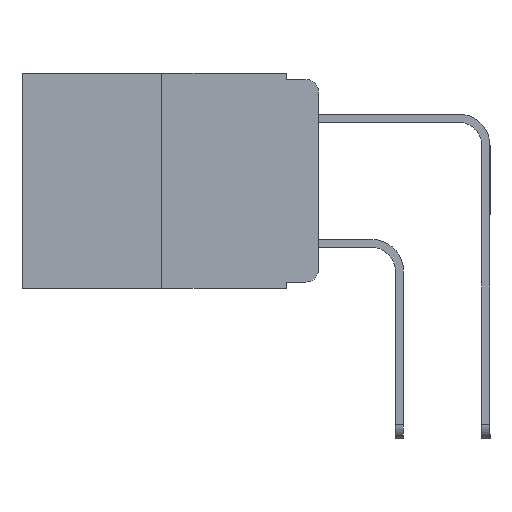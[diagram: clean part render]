
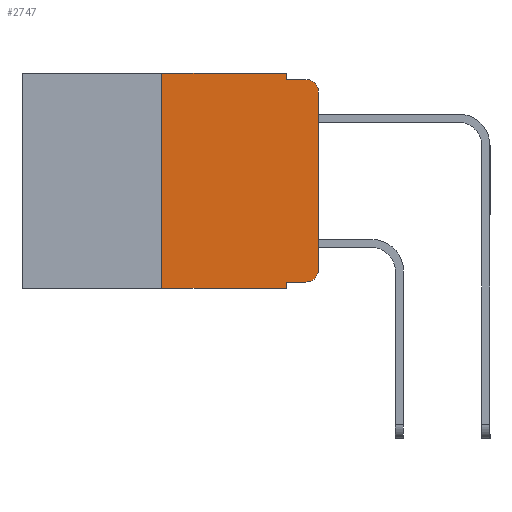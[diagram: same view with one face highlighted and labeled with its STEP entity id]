
A CAD part, left-side view. The second image highlights one B-rep face of the part: STEP entity #2747.
In plain terms, the highlighted planar face has unit normal (-1, 0, 0).
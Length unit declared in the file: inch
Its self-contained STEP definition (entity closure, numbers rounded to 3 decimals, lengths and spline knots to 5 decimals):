
#63 = VERTEX_POINT ( 'NONE', #3338 ) ;
#268 = ORIENTED_EDGE ( 'NONE', *, *, #4196, .F. ) ;
#629 = ORIENTED_EDGE ( 'NONE', *, *, #5726, .F. ) ;
#632 = DIRECTION ( 'NONE',  ( 0., -1., 0. ) ) ;
#796 = CARTESIAN_POINT ( 'NONE',  ( 0., 0.473, -0.343 ) ) ;
#921 = CARTESIAN_POINT ( 'NONE',  ( 0., 0.051, -0.333 ) ) ;
#983 = ORIENTED_EDGE ( 'NONE', *, *, #9086, .T. ) ;
#1135 = EDGE_CURVE ( 'NONE', #3029, #5866, #9974, .T. ) ;
#1693 = VECTOR ( 'NONE', #6158, 39.37008 ) ;
#1816 = VERTEX_POINT ( 'NONE', #10872 ) ;
#1911 = EDGE_CURVE ( 'NONE', #4077, #63, #6928, .T. ) ;
#2255 = ORIENTED_EDGE ( 'NONE', *, *, #6423, .T. ) ;
#2295 = CARTESIAN_POINT ( 'NONE',  ( 0., 0.25, 0. ) ) ;
#2607 = CARTESIAN_POINT ( 'NONE',  ( 0., 0., -0.313 ) ) ;
#2735 = DIRECTION ( 'NONE',  ( 1., 0., 0. ) ) ;
#2747 = ADVANCED_FACE ( 'NONE', ( #3110 ), #13280, .F. ) ;
#2934 = CARTESIAN_POINT ( 'NONE',  ( 0., 0.02, -0.333 ) ) ;
#2959 = CIRCLE ( 'NONE', #4200, 0.02 ) ;
#2971 = ORIENTED_EDGE ( 'NONE', *, *, #7801, .F. ) ;
#3016 = CARTESIAN_POINT ( 'NONE',  ( 0., 0.051, -0.343 ) ) ;
#3029 = VERTEX_POINT ( 'NONE', #2607 ) ;
#3110 = FACE_OUTER_BOUND ( 'NONE', #10840, .T. ) ;
#3265 = EDGE_CURVE ( 'NONE', #1816, #8082, #8757, .T. ) ;
#3338 = CARTESIAN_POINT ( 'NONE',  ( 0., 0.02, -0.01 ) ) ;
#3430 = DIRECTION ( 'NONE',  ( 0., 0., 1. ) ) ;
#4012 = VECTOR ( 'NONE', #8833, 39.37008 ) ;
#4062 = CARTESIAN_POINT ( 'NONE',  ( 0., 0., 0. ) ) ;
#4077 = VERTEX_POINT ( 'NONE', #5007 ) ;
#4149 = CARTESIAN_POINT ( 'NONE',  ( 0., 0.02, -0.313 ) ) ;
#4196 = EDGE_CURVE ( 'NONE', #4483, #1816, #4837, .T. ) ;
#4199 = DIRECTION ( 'NONE',  ( 0., 0., -1. ) ) ;
#4200 = AXIS2_PLACEMENT_3D ( 'NONE', #8237, #7083, #7057 ) ;
#4405 = DIRECTION ( 'NONE',  ( -1., 0., 0. ) ) ;
#4483 = VERTEX_POINT ( 'NONE', #11195 ) ;
#4493 = VECTOR ( 'NONE', #3430, 39.37008 ) ;
#4576 = VECTOR ( 'NONE', #8374, 39.37008 ) ;
#4681 = VECTOR ( 'NONE', #8677, 39.37008 ) ;
#4830 = VERTEX_POINT ( 'NONE', #2934 ) ;
#4837 = LINE ( 'NONE', #2295, #4493 ) ;
#5007 = CARTESIAN_POINT ( 'NONE',  ( 0., 0.051, -0.01 ) ) ;
#5639 = ORIENTED_EDGE ( 'NONE', *, *, #1911, .F. ) ;
#5726 = EDGE_CURVE ( 'NONE', #6763, #6037, #12364, .T. ) ;
#5866 = VERTEX_POINT ( 'NONE', #6340 ) ;
#5957 = VECTOR ( 'NONE', #632, 39.37008 ) ;
#6037 = VERTEX_POINT ( 'NONE', #3016 ) ;
#6091 = VECTOR ( 'NONE', #8124, 39.37008 ) ;
#6158 = DIRECTION ( 'NONE',  ( 0., 0., -1. ) ) ;
#6294 = ORIENTED_EDGE ( 'NONE', *, *, #6779, .T. ) ;
#6340 = CARTESIAN_POINT ( 'NONE',  ( 0., 0., -0.03 ) ) ;
#6423 = EDGE_CURVE ( 'NONE', #5866, #63, #2959, .T. ) ;
#6763 = VERTEX_POINT ( 'NONE', #921 ) ;
#6779 = EDGE_CURVE ( 'NONE', #4483, #6037, #11138, .T. ) ;
#6928 = LINE ( 'NONE', #13356, #4012 ) ;
#6940 = CARTESIAN_POINT ( 'NONE',  ( 0., 0.473, 0. ) ) ;
#7057 = DIRECTION ( 'NONE',  ( 0., 0., -1. ) ) ;
#7083 = DIRECTION ( 'NONE',  ( -1., 0., 0. ) ) ;
#7105 = EDGE_CURVE ( 'NONE', #4830, #3029, #10981, .T. ) ;
#7404 = CARTESIAN_POINT ( 'NONE',  ( 0., 0.051, -0.333 ) ) ;
#7545 = LINE ( 'NONE', #10861, #1693 ) ;
#7801 = EDGE_CURVE ( 'NONE', #8082, #4077, #7545, .T. ) ;
#8082 = VERTEX_POINT ( 'NONE', #10837 ) ;
#8124 = DIRECTION ( 'NONE',  ( 0., -1., 0. ) ) ;
#8237 = CARTESIAN_POINT ( 'NONE',  ( 0., 0.02, -0.03 ) ) ;
#8374 = DIRECTION ( 'NONE',  ( 0., 0., 1. ) ) ;
#8677 = DIRECTION ( 'NONE',  ( 0., -1., 0. ) ) ;
#8757 = LINE ( 'NONE', #6940, #6091 ) ;
#8833 = DIRECTION ( 'NONE',  ( 0., -1., 0. ) ) ;
#9086 = EDGE_CURVE ( 'NONE', #6763, #4830, #10049, .T. ) ;
#9251 = AXIS2_PLACEMENT_3D ( 'NONE', #4149, #4405, #4199 ) ;
#9826 = VECTOR ( 'NONE', #12199, 39.37008 ) ;
#9871 = CARTESIAN_POINT ( 'NONE',  ( 0., 0.473, 0. ) ) ;
#9974 = LINE ( 'NONE', #4062, #4576 ) ;
#10049 = LINE ( 'NONE', #7404, #4681 ) ;
#10837 = CARTESIAN_POINT ( 'NONE',  ( 0., 0.051, 0. ) ) ;
#10840 = EDGE_LOOP ( 'NONE', ( #12799, #2255, #5639, #2971, #11155, #268, #6294, #629, #983, #12359 ) ) ;
#10861 = CARTESIAN_POINT ( 'NONE',  ( 0., 0.051, 0. ) ) ;
#10872 = CARTESIAN_POINT ( 'NONE',  ( 0., 0.25, 0. ) ) ;
#10981 = CIRCLE ( 'NONE', #9251, 0.02 ) ;
#11138 = LINE ( 'NONE', #796, #5957 ) ;
#11155 = ORIENTED_EDGE ( 'NONE', *, *, #3265, .F. ) ;
#11195 = CARTESIAN_POINT ( 'NONE',  ( 0., 0.25, -0.343 ) ) ;
#12199 = DIRECTION ( 'NONE',  ( 0., 0., -1. ) ) ;
#12238 = CARTESIAN_POINT ( 'NONE',  ( 0., 0.051, 0. ) ) ;
#12359 = ORIENTED_EDGE ( 'NONE', *, *, #7105, .T. ) ;
#12364 = LINE ( 'NONE', #12238, #9826 ) ;
#12566 = AXIS2_PLACEMENT_3D ( 'NONE', #9871, #2735, #13412 ) ;
#12799 = ORIENTED_EDGE ( 'NONE', *, *, #1135, .T. ) ;
#13280 = PLANE ( 'NONE',  #12566 ) ;
#13356 = CARTESIAN_POINT ( 'NONE',  ( 0., 0.051, -0.01 ) ) ;
#13412 = DIRECTION ( 'NONE',  ( 0., 0., -1. ) ) ;
